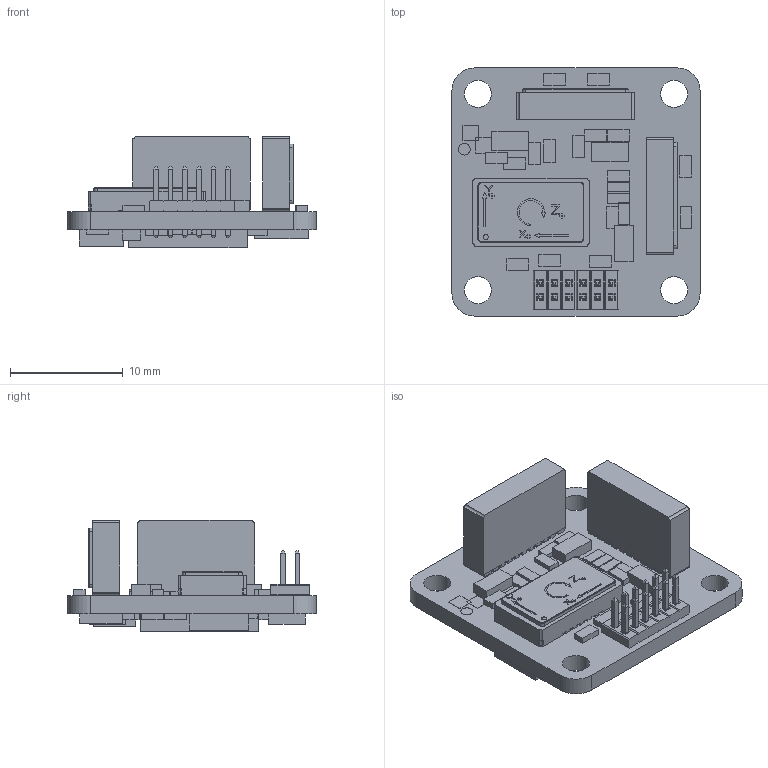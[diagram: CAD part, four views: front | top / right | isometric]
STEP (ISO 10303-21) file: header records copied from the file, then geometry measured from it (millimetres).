
FILE_DESCRIPTION(/* description */ (''),/* implementation_level */ '2;1');
FILE_NAME(/* name */ 'DMU11_21-0100_2.stp',/* time_stamp */ '2017-01-10T11:27:34+00:00',/* author */ (''),/* organization */ (''),/* preprocessor_version */ 'ST-DEVELOPER v15',/* originating_system */ 'SIEMENS PLM Software NX 8.5',/* authorisation */ '');
FILE_SCHEMA (('AP203_CONFIGURATION_CONTROLLED_3D_DESIGN_OF_MECHANICAL_PARTS_AND_ASSEMBLIES_MIM_LF { 1 0 10303 403 2 1 2}'));
Length unit declared in the file: millimetre
Products named in the file (6): PART_OF_DMU11-00-0300-311_1; CMS390-00-0100_1; CMS300-00-0100_1; HARWIN M50-3500642_1; DMU11-00-3000_1; DMU11-00-0300-311_1
Assembly tree (6 placements, depth 2):
  DMU11-00-0300-311_1
    DMU11-00-3000_1
    HARWIN M50-3500642_1
    CMS300-00-0100_1
    CMS390-00-0100_1  x2
    PART_OF_DMU11-00-0300-311_1
Bounding box: 22 x 22 x 9.9 mm (x, y, z)
Volume: 1076.5 mm3; surface area: 2998.8 mm2
Topology: 68 solids, 322 shells, 1659 faces, 4944 edges, 3787 vertices
Faces by surface type: plane 1499, cylinder 154, sphere 6
Full cylindrical faces by diameter (mm): 0.4 x2, 0.45 x1, 0.7 x12, 1.044 x1, 2.4 x4
Entity records: 43401 total; most frequent: CARTESIAN_POINT 8229, DIRECTION 6682, ORIENTED_EDGE 6299, EDGE_CURVE 3749, LINE 3444, VECTOR 3444, VERTEX_POINT 2741, AXIS2_PLACEMENT_3D 1619
